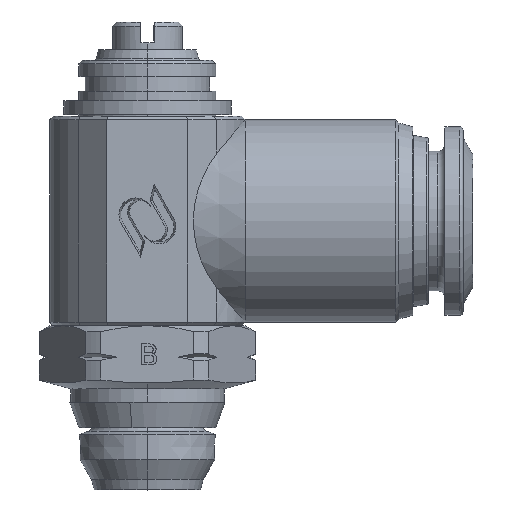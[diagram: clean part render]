
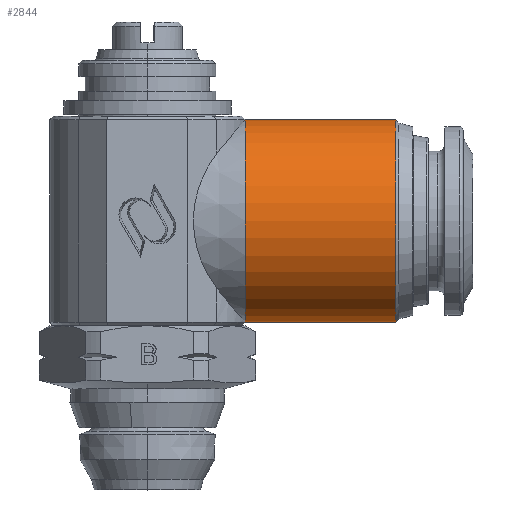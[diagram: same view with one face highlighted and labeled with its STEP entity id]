
A CAD part, top view. The second image highlights one B-rep face of the part: STEP entity #2844.
In plain terms, the highlighted cylindrical face has radius 7.25 mm (diameter 14.5 mm), a partial arc.
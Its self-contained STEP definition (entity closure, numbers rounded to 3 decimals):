
#328 = FACE_OUTER_BOUND ( 'NONE', #3253, .T. ) ;
#336 = CYLINDRICAL_SURFACE ( 'NONE', #4899, 7.25 ) ;
#1358 = CARTESIAN_POINT ( 'NONE',  ( 24.501, 19.25, 0. ) ) ;
#1360 = DIRECTION ( 'NONE',  ( 1., 0., 0. ) ) ;
#1375 = DIRECTION ( 'NONE',  ( 0., 1., 0. ) ) ;
#1768 = DIRECTION ( 'NONE',  ( 1., 0., 0. ) ) ;
#1772 = CARTESIAN_POINT ( 'NONE',  ( 24.501, 26.5, 0. ) ) ;
#1777 = CARTESIAN_POINT ( 'NONE',  ( 24.501, 12., 0. ) ) ;
#1779 = DIRECTION ( 'NONE',  ( 1., 0., 0. ) ) ;
#1781 = CARTESIAN_POINT ( 'NONE',  ( 7.001, 19.25, 0. ) ) ;
#1782 = DIRECTION ( 'NONE',  ( 1., 0., 0. ) ) ;
#1783 = DIRECTION ( 'NONE',  ( 0., 1., 0. ) ) ;
#1811 = CARTESIAN_POINT ( 'NONE',  ( 17.768, 19.25, 0. ) ) ;
#1812 = DIRECTION ( 'NONE',  ( -1., 0., 0. ) ) ;
#1813 = DIRECTION ( 'NONE',  ( 0., -1., 0. ) ) ;
#2176 = EDGE_CURVE ( 'NONE', #2987, #2979, #5793, .T. ) ;
#2177 = EDGE_CURVE ( 'NONE', #8047, #2972, #5794, .T. ) ;
#2178 = EDGE_CURVE ( 'NONE', #2987, #8047, #5791, .T. ) ;
#2190 = EDGE_CURVE ( 'NONE', #2972, #2979, #5815, .T. ) ;
#2526 = AXIS2_PLACEMENT_3D ( 'NONE', #1781, #1782, #1783 ) ;
#2532 = AXIS2_PLACEMENT_3D ( 'NONE', #1811, #1812, #1813 ) ;
#2844 = ADVANCED_FACE ( 'NONE', ( #328 ), #336, .T. ) ;
#2972 = VERTEX_POINT ( 'NONE', #6949 ) ;
#2979 = VERTEX_POINT ( 'NONE', #6953 ) ;
#2987 = VERTEX_POINT ( 'NONE', #6956 ) ;
#3253 = EDGE_LOOP ( 'NONE', ( #7965, #7966, #7967, #7968 ) ) ;
#4899 = AXIS2_PLACEMENT_3D ( 'NONE', #1358, #1360, #1375 ) ;
#5791 = CIRCLE ( 'NONE', #2526, 7.25 ) ;
#5793 = LINE ( 'NONE', #1772, #5795 ) ;
#5794 = LINE ( 'NONE', #1777, #5797 ) ;
#5795 = VECTOR ( 'NONE', #1768, 1000. ) ;
#5797 = VECTOR ( 'NONE', #1779, 1000. ) ;
#5815 = CIRCLE ( 'NONE', #2532, 7.25 ) ;
#6949 = CARTESIAN_POINT ( 'NONE',  ( 17.768, 12., 0. ) ) ;
#6953 = CARTESIAN_POINT ( 'NONE',  ( 17.768, 26.5, 0. ) ) ;
#6956 = CARTESIAN_POINT ( 'NONE',  ( 7.001, 26.5, 0. ) ) ;
#7965 = ORIENTED_EDGE ( 'NONE', *, *, #2178, .T. ) ;
#7966 = ORIENTED_EDGE ( 'NONE', *, *, #2177, .T. ) ;
#7967 = ORIENTED_EDGE ( 'NONE', *, *, #2190, .T. ) ;
#7968 = ORIENTED_EDGE ( 'NONE', *, *, #2176, .F. ) ;
#8047 = VERTEX_POINT ( 'NONE', #9345 ) ;
#9345 = CARTESIAN_POINT ( 'NONE',  ( 7.001, 12., 0. ) ) ;
